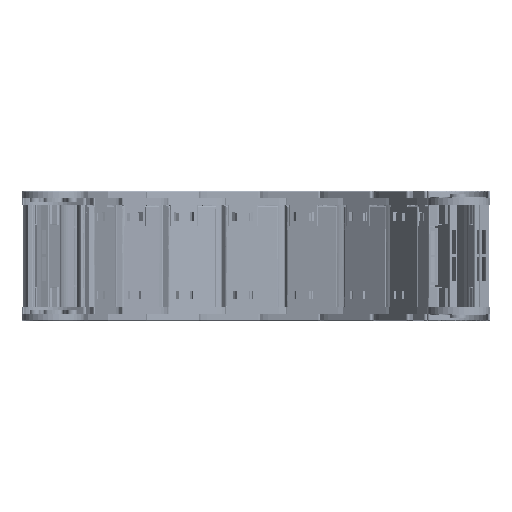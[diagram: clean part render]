
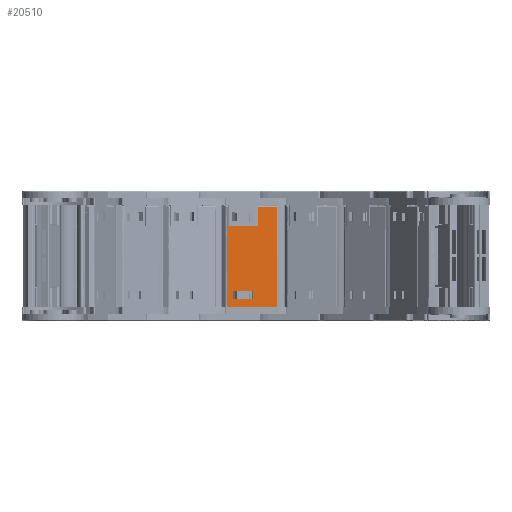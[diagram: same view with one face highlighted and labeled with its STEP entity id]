
A CAD part, left-side view. The second image highlights one B-rep face of the part: STEP entity #20510.
In plain terms, the highlighted face is planar.
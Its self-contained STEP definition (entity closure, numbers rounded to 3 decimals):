
#121 = VERTEX_POINT ( 'NONE', #1428 ) ;
#679 = LINE ( 'NONE', #4572, #6602 ) ;
#1111 = ORIENTED_EDGE ( 'NONE', *, *, #14570, .T. ) ;
#1118 = LINE ( 'NONE', #11875, #26961 ) ;
#1298 = DIRECTION ( 'NONE',  ( 0., 1., 0. ) ) ;
#1362 = ORIENTED_EDGE ( 'NONE', *, *, #28650, .F. ) ;
#1368 = LINE ( 'NONE', #32382, #14055 ) ;
#1428 = CARTESIAN_POINT ( 'NONE',  ( -81.753, 30., -186. ) ) ;
#1517 = CARTESIAN_POINT ( 'NONE',  ( -55.506, 30., -82.016 ) ) ;
#2148 = EDGE_CURVE ( 'NONE', #30413, #11414, #23062, .T. ) ;
#2260 = CARTESIAN_POINT ( 'NONE',  ( -115.253, 30., -95.388 ) ) ;
#2355 = EDGE_CURVE ( 'NONE', #26403, #5180, #21660, .T. ) ;
#2650 = CARTESIAN_POINT ( 'NONE',  ( -56.502, 30., -108.387 ) ) ;
#3157 = CARTESIAN_POINT ( 'NONE',  ( -62.753, 30., -186. ) ) ;
#3225 = ORIENTED_EDGE ( 'NONE', *, *, #29944, .T. ) ;
#3522 = DIRECTION ( 'NONE',  ( 1., 0., 0. ) ) ;
#3859 = CARTESIAN_POINT ( 'NONE',  ( -56.502, 30., -194. ) ) ;
#4163 = VERTEX_POINT ( 'NONE', #5868 ) ;
#4330 = VERTEX_POINT ( 'NONE', #22088 ) ;
#4572 = CARTESIAN_POINT ( 'NONE',  ( -62.753, 30., -102.016 ) ) ;
#5164 = CARTESIAN_POINT ( 'NONE',  ( -56.502, 30., -134.386 ) ) ;
#5180 = VERTEX_POINT ( 'NONE', #3859 ) ;
#5245 = CARTESIAN_POINT ( 'NONE',  ( -106.003, 30., -248.573 ) ) ;
#5868 = CARTESIAN_POINT ( 'NONE',  ( -87.503, 30., -95.388 ) ) ;
#6121 = CARTESIAN_POINT ( 'NONE',  ( -106.003, 30., -194. ) ) ;
#6282 = EDGE_CURVE ( 'NONE', #7183, #7944, #1118, .T. ) ;
#6469 = VECTOR ( 'NONE', #7639, 1000. ) ;
#6602 = VECTOR ( 'NONE', #14455, 1000. ) ;
#6711 = CARTESIAN_POINT ( 'NONE',  ( -57.003, 30., -114.5 ) ) ;
#6768 = VECTOR ( 'NONE', #15692, 1000. ) ;
#7062 = VECTOR ( 'NONE', #23166, 1000. ) ;
#7183 = VERTEX_POINT ( 'NONE', #19610 ) ;
#7358 = ORIENTED_EDGE ( 'NONE', *, *, #2148, .T. ) ;
#7639 = DIRECTION ( 'NONE',  ( -1., 0., 0. ) ) ;
#7944 = VERTEX_POINT ( 'NONE', #27425 ) ;
#7976 = DIRECTION ( 'NONE',  ( 1., 0., 0. ) ) ;
#8131 = LINE ( 'NONE', #31332, #31183 ) ;
#8275 = ORIENTED_EDGE ( 'NONE', *, *, #12407, .F. ) ;
#8276 = CARTESIAN_POINT ( 'NONE',  ( -72.253, 30., -194. ) ) ;
#8598 = ORIENTED_EDGE ( 'NONE', *, *, #25188, .F. ) ;
#8637 = EDGE_CURVE ( 'NONE', #7944, #121, #8131, .T. ) ;
#9028 = VERTEX_POINT ( 'NONE', #3157 ) ;
#11335 = DIRECTION ( 'NONE',  ( 0., 0., -1. ) ) ;
#11414 = VERTEX_POINT ( 'NONE', #12383 ) ;
#11875 = CARTESIAN_POINT ( 'NONE',  ( -57.253, 30., -178.5 ) ) ;
#11978 = VECTOR ( 'NONE', #3522, 1000. ) ;
#12001 = CARTESIAN_POINT ( 'NONE',  ( -56.502, 30., -95.388 ) ) ;
#12383 = CARTESIAN_POINT ( 'NONE',  ( -106.003, 30., -95.388 ) ) ;
#12407 = EDGE_CURVE ( 'NONE', #22577, #23824, #23669, .T. ) ;
#13159 = EDGE_CURVE ( 'NONE', #11414, #4163, #25219, .T. ) ;
#13218 = AXIS2_PLACEMENT_3D ( 'NONE', #1517, #1298, #19233 ) ;
#13336 = VECTOR ( 'NONE', #24465, 1000. ) ;
#14055 = VECTOR ( 'NONE', #17146, 1000. ) ;
#14455 = DIRECTION ( 'NONE',  ( 0., 0., -1. ) ) ;
#14570 = EDGE_CURVE ( 'NONE', #28428, #26403, #17305, .T. ) ;
#14909 = DIRECTION ( 'NONE',  ( 1., 0., 0. ) ) ;
#15309 = CARTESIAN_POINT ( 'NONE',  ( -55.506, 30., -114.5 ) ) ;
#15600 = ORIENTED_EDGE ( 'NONE', *, *, #19974, .T. ) ;
#15609 = CARTESIAN_POINT ( 'NONE',  ( -57.003, 30., -95.388 ) ) ;
#15692 = DIRECTION ( 'NONE',  ( 0., 0., 1. ) ) ;
#16492 = EDGE_LOOP ( 'NONE', ( #7358, #28410, #27150, #1362, #8275, #15600, #1111, #31074, #29201 ) ) ;
#16692 = PLANE ( 'NONE',  #13218 ) ;
#16831 = VECTOR ( 'NONE', #7976, 1000. ) ;
#17146 = DIRECTION ( 'NONE',  ( 0., 0., 1. ) ) ;
#17269 = VECTOR ( 'NONE', #14909, 1000. ) ;
#17305 = B_SPLINE_CURVE_WITH_KNOTS ( 'NONE', 3,
 ( #32723, #2650, #25502, #5164 ),
 .UNSPECIFIED., .F., .F.,
 ( 4, 4 ),
 ( 0.013, 0.052 ),
 .UNSPECIFIED. ) ;
#17597 = DIRECTION ( 'NONE',  ( -1., 0., 0. ) ) ;
#19233 = DIRECTION ( 'NONE',  ( 0., 0., 1. ) ) ;
#19411 = EDGE_LOOP ( 'NONE', ( #8598, #31158, #25263, #3225 ) ) ;
#19610 = CARTESIAN_POINT ( 'NONE',  ( -62.753, 30., -178.5 ) ) ;
#19974 = EDGE_CURVE ( 'NONE', #22577, #28428, #20806, .T. ) ;
#20178 = CARTESIAN_POINT ( 'NONE',  ( -56.502, 30., -154.174 ) ) ;
#20392 = CARTESIAN_POINT ( 'NONE',  ( -56.502, 30., -173.962 ) ) ;
#20510 = ADVANCED_FACE ( 'NONE', ( #32714, #25565 ), #16692, .T. ) ;
#20553 = LINE ( 'NONE', #8276, #7062 ) ;
#20806 = LINE ( 'NONE', #31077, #16831 ) ;
#21660 = B_SPLINE_CURVE_WITH_KNOTS ( 'NONE', 3,
 ( #27750, #20178, #20392, #22527, #27853, #30390, #25846 ),
 .UNSPECIFIED., .F., .F.,
 ( 4, 3, 4 ),
 ( 0.032, 0.092, 0.092 ),
 .UNSPECIFIED. ) ;
#21923 = CARTESIAN_POINT ( 'NONE',  ( -57.003, 30., -82.016 ) ) ;
#22088 = CARTESIAN_POINT ( 'NONE',  ( -87.503, 30., -114.5 ) ) ;
#22527 = CARTESIAN_POINT ( 'NONE',  ( -56.502, 30., -193.75 ) ) ;
#22577 = VERTEX_POINT ( 'NONE', #15609 ) ;
#23062 = LINE ( 'NONE', #5245, #6768 ) ;
#23166 = DIRECTION ( 'NONE',  ( 1., 0., 0. ) ) ;
#23174 = LINE ( 'NONE', #15309, #6469 ) ;
#23669 = LINE ( 'NONE', #21923, #13336 ) ;
#23824 = VERTEX_POINT ( 'NONE', #6711 ) ;
#24349 = EDGE_CURVE ( 'NONE', #30413, #5180, #20553, .T. ) ;
#24465 = DIRECTION ( 'NONE',  ( 0., 0., -1. ) ) ;
#25188 = EDGE_CURVE ( 'NONE', #7183, #9028, #679, .T. ) ;
#25219 = LINE ( 'NONE', #2260, #17269 ) ;
#25263 = ORIENTED_EDGE ( 'NONE', *, *, #8637, .T. ) ;
#25502 = CARTESIAN_POINT ( 'NONE',  ( -56.502, 30., -121.387 ) ) ;
#25565 = FACE_OUTER_BOUND ( 'NONE', #16492, .T. ) ;
#25846 = CARTESIAN_POINT ( 'NONE',  ( -56.502, 30., -194. ) ) ;
#25961 = CARTESIAN_POINT ( 'NONE',  ( -56.502, 30., -134.386 ) ) ;
#26403 = VERTEX_POINT ( 'NONE', #25961 ) ;
#26852 = EDGE_CURVE ( 'NONE', #4330, #4163, #1368, .T. ) ;
#26961 = VECTOR ( 'NONE', #17597, 1000. ) ;
#27150 = ORIENTED_EDGE ( 'NONE', *, *, #26852, .F. ) ;
#27425 = CARTESIAN_POINT ( 'NONE',  ( -81.753, 30., -178.5 ) ) ;
#27750 = CARTESIAN_POINT ( 'NONE',  ( -56.502, 30., -134.386 ) ) ;
#27853 = CARTESIAN_POINT ( 'NONE',  ( -56.502, 30., -193.833 ) ) ;
#28236 = LINE ( 'NONE', #31380, #11978 ) ;
#28410 = ORIENTED_EDGE ( 'NONE', *, *, #13159, .T. ) ;
#28428 = VERTEX_POINT ( 'NONE', #12001 ) ;
#28650 = EDGE_CURVE ( 'NONE', #23824, #4330, #23174, .T. ) ;
#29201 = ORIENTED_EDGE ( 'NONE', *, *, #24349, .F. ) ;
#29944 = EDGE_CURVE ( 'NONE', #121, #9028, #28236, .T. ) ;
#30390 = CARTESIAN_POINT ( 'NONE',  ( -56.502, 30., -193.917 ) ) ;
#30413 = VERTEX_POINT ( 'NONE', #6121 ) ;
#31074 = ORIENTED_EDGE ( 'NONE', *, *, #2355, .T. ) ;
#31077 = CARTESIAN_POINT ( 'NONE',  ( -115.253, 30., -95.388 ) ) ;
#31158 = ORIENTED_EDGE ( 'NONE', *, *, #6282, .T. ) ;
#31183 = VECTOR ( 'NONE', #11335, 1000. ) ;
#31332 = CARTESIAN_POINT ( 'NONE',  ( -81.753, 30., -178.5 ) ) ;
#31380 = CARTESIAN_POINT ( 'NONE',  ( -57.253, 30., -186. ) ) ;
#32382 = CARTESIAN_POINT ( 'NONE',  ( -87.503, 30., -82.016 ) ) ;
#32714 = FACE_BOUND ( 'NONE', #19411, .T. ) ;
#32723 = CARTESIAN_POINT ( 'NONE',  ( -56.502, 30., -95.388 ) ) ;
